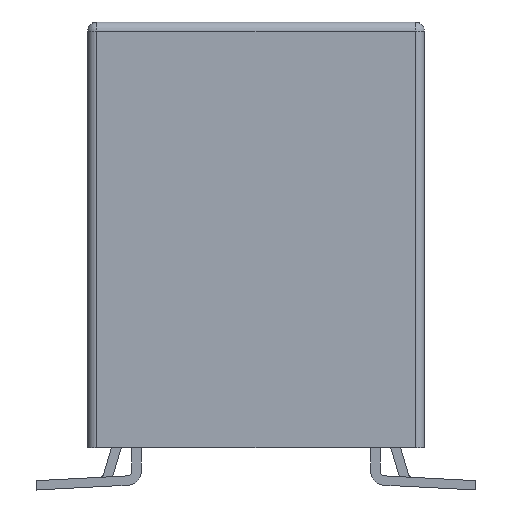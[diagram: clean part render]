
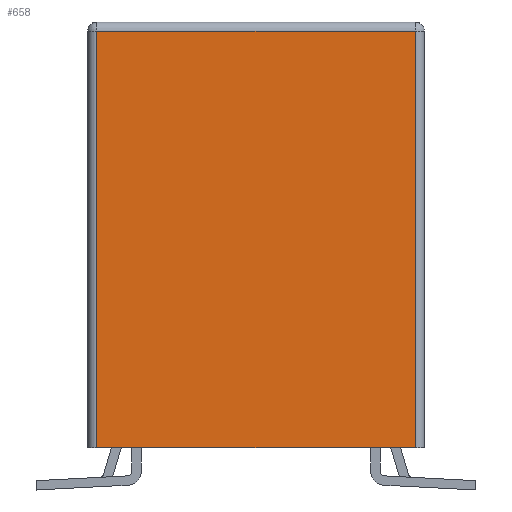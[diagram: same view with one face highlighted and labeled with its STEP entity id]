
A CAD part, left-side view. The second image highlights one B-rep face of the part: STEP entity #658.
In plain terms, the highlighted planar face has unit normal (-1, 0, 0).
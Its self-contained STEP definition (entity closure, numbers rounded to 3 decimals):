
#278=CARTESIAN_POINT('',(-7.3,3.4,9.8));
#279=VERTEX_POINT('',#278);
#322=CARTESIAN_POINT('',(-7.3,-3.4,9.8));
#323=VERTEX_POINT('',#322);
#347=CARTESIAN_POINT('',(-7.3,3.4,9.8));
#348=DIRECTION('',(0.0,-1.0,0.0));
#349=VECTOR('',#348,6.8);
#350=LINE('',#347,#349);
#351=EDGE_CURVE('',#279,#323,#350,.T.);
#368=CARTESIAN_POINT('',(-7.3,-3.4,0.9));
#369=VERTEX_POINT('',#368);
#386=CARTESIAN_POINT('',(-7.3,-3.4,9.8));
#387=DIRECTION('',(0.0,0.0,-1.0));
#388=VECTOR('',#387,8.9);
#389=LINE('',#386,#388);
#390=EDGE_CURVE('',#323,#369,#389,.T.);
#424=CARTESIAN_POINT('',(-7.3,3.4,0.9));
#425=VERTEX_POINT('',#424);
#433=CARTESIAN_POINT('',(-7.3,3.4,0.9));
#434=DIRECTION('',(0.0,0.0,1.0));
#435=VECTOR('',#434,8.9);
#436=LINE('',#433,#435);
#437=EDGE_CURVE('',#425,#279,#436,.T.);
#608=CARTESIAN_POINT('',(-7.3,-3.4,0.9));
#609=DIRECTION('',(0.0,1.0,0.0));
#610=VECTOR('',#609,6.8);
#611=LINE('',#608,#610);
#612=EDGE_CURVE('',#369,#425,#611,.T.);
#647=CARTESIAN_POINT('',(-7.3,-3.6,0.9));
#648=DIRECTION('',(-1.0,0.0,0.0));
#649=DIRECTION('',(0.0,0.0,1.0));
#650=AXIS2_PLACEMENT_3D('',#647,#648,#649);
#651=PLANE('',#650);
#652=ORIENTED_EDGE('',*,*,#437,.F.);
#653=ORIENTED_EDGE('',*,*,#612,.F.);
#654=ORIENTED_EDGE('',*,*,#390,.F.);
#655=ORIENTED_EDGE('',*,*,#351,.F.);
#656=EDGE_LOOP('',(#652,#653,#654,#655));
#657=FACE_OUTER_BOUND('',#656,.T.);
#658=ADVANCED_FACE('',(#657),#651,.T.);
